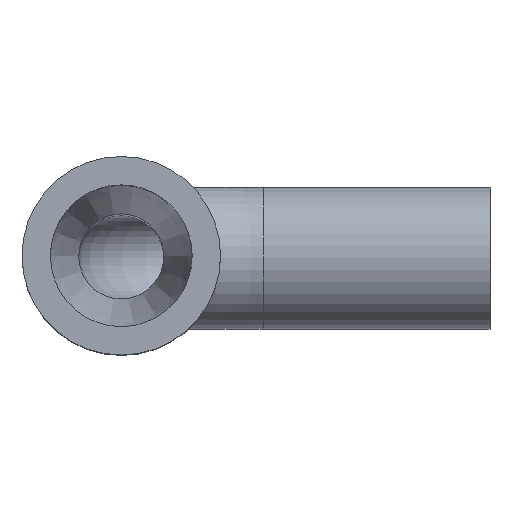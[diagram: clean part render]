
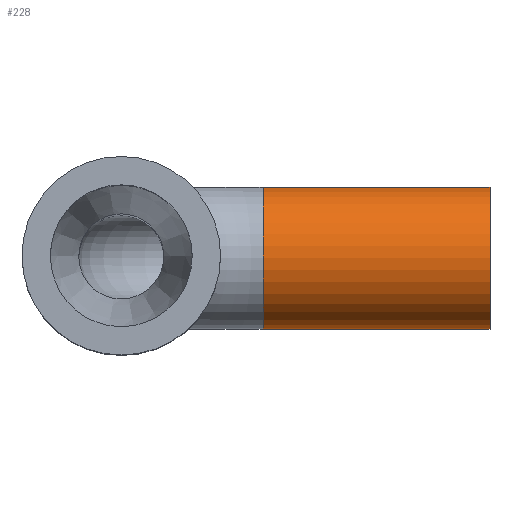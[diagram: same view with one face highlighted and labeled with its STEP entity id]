
A CAD part, top view. The second image highlights one B-rep face of the part: STEP entity #228.
In plain terms, the highlighted cylindrical face has radius 1.25 mm (diameter 2.5 mm), a full revolution.
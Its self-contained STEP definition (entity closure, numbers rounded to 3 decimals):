
#26=CYLINDRICAL_SURFACE('',#278,1.25);
#37=FACE_OUTER_BOUND('',#50,.T.);
#50=EDGE_LOOP('',(#209,#210,#211,#212,#213));
#60=LINE('',#432,#68);
#68=VECTOR('',#362,1.25);
#90=CIRCLE('',#274,1.25);
#91=CIRCLE('',#275,1.25);
#93=CIRCLE('',#279,1.25);
#113=VERTEX_POINT('',#420);
#114=VERTEX_POINT('',#422);
#116=VERTEX_POINT('',#430);
#144=EDGE_CURVE('',#114,#113,#90,.T.);
#145=EDGE_CURVE('',#113,#114,#91,.T.);
#148=EDGE_CURVE('',#116,#116,#93,.T.);
#149=EDGE_CURVE('',#116,#114,#60,.T.);
#209=ORIENTED_EDGE('',*,*,#148,.F.);
#210=ORIENTED_EDGE('',*,*,#149,.T.);
#211=ORIENTED_EDGE('',*,*,#144,.T.);
#212=ORIENTED_EDGE('',*,*,#145,.T.);
#213=ORIENTED_EDGE('',*,*,#149,.F.);
#228=ADVANCED_FACE('',(#37),#26,.T.);
#274=AXIS2_PLACEMENT_3D('',#423,#349,#350);
#275=AXIS2_PLACEMENT_3D('',#424,#351,#352);
#278=AXIS2_PLACEMENT_3D('',#429,#358,#359);
#279=AXIS2_PLACEMENT_3D('',#431,#360,#361);
#349=DIRECTION('center_axis',(1.,0.,0.));
#350=DIRECTION('ref_axis',(0.,1.,0.));
#351=DIRECTION('center_axis',(1.,0.,0.));
#352=DIRECTION('ref_axis',(0.,1.,0.));
#358=DIRECTION('center_axis',(1.,0.,0.));
#359=DIRECTION('ref_axis',(0.,1.,0.));
#360=DIRECTION('center_axis',(1.,0.,0.));
#361=DIRECTION('ref_axis',(0.,1.,0.));
#362=DIRECTION('',(-1.,0.,0.));
#420=CARTESIAN_POINT('',(0.,0.,1.25));
#422=CARTESIAN_POINT('',(0.,-1.25,0.));
#423=CARTESIAN_POINT('Origin',(0.,0.,0.));
#424=CARTESIAN_POINT('Origin',(0.,0.,0.));
#429=CARTESIAN_POINT('Origin',(0.,0.,0.));
#430=CARTESIAN_POINT('',(4.,-1.25,0.));
#431=CARTESIAN_POINT('Origin',(4.,0.,0.));
#432=CARTESIAN_POINT('',(0.,-1.25,0.));
